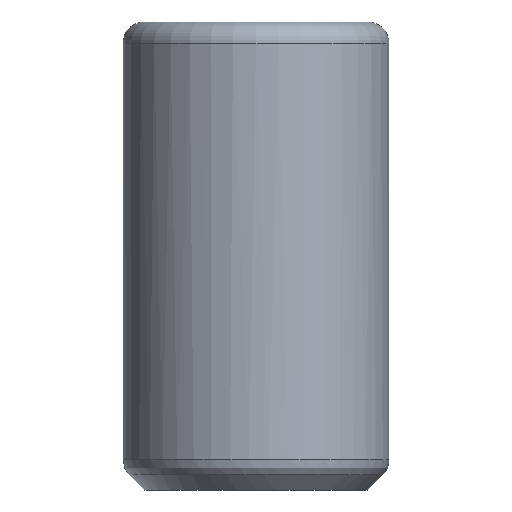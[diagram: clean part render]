
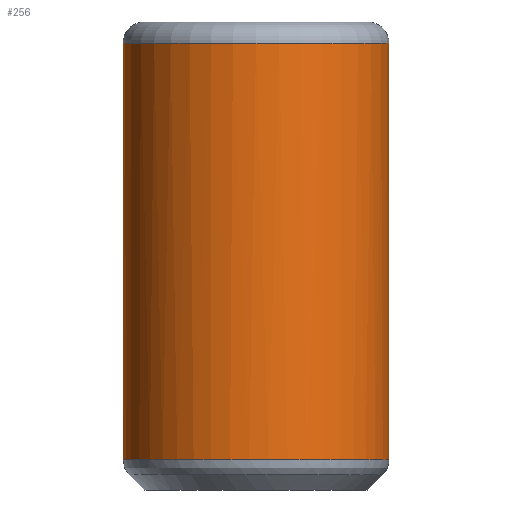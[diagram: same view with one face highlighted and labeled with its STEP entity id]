
A CAD part, front view. The second image highlights one B-rep face of the part: STEP entity #256.
In plain terms, the highlighted cylindrical face has radius 6.25 mm (diameter 12.5 mm), a full revolution.
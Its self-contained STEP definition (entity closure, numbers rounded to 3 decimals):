
#188 = TOROIDAL_SURFACE('',#189,5.25,1.);
#189 = AXIS2_PLACEMENT_3D('',#190,#191,#192);
#190 = CARTESIAN_POINT('',(0.,0.,21.));
#191 = DIRECTION('',(0.,0.,1.));
#192 = DIRECTION('',(1.,0.,-0.));
#207 = VERTEX_POINT('',#208);
#208 = CARTESIAN_POINT('',(6.25,0.,21.));
#228 = EDGE_CURVE('',#207,#207,#229,.T.);
#229 = SURFACE_CURVE('',#230,(#235,#242),.PCURVE_S1.);
#230 = CIRCLE('',#231,6.25);
#231 = AXIS2_PLACEMENT_3D('',#232,#233,#234);
#232 = CARTESIAN_POINT('',(0.,0.,21.));
#233 = DIRECTION('',(0.,0.,1.));
#234 = DIRECTION('',(1.,0.,-0.));
#235 = PCURVE('',#188,#236);
#236 = DEFINITIONAL_REPRESENTATION('',(#237),#241);
#237 = LINE('',#238,#239);
#238 = CARTESIAN_POINT('',(0.,0.));
#239 = VECTOR('',#240,1.);
#240 = DIRECTION('',(1.,0.));
#241 = ( GEOMETRIC_REPRESENTATION_CONTEXT(2) 
PARAMETRIC_REPRESENTATION_CONTEXT() REPRESENTATION_CONTEXT('2D SPACE',''
  ) );
#242 = PCURVE('',#243,#248);
#243 = CYLINDRICAL_SURFACE('',#244,6.25);
#244 = AXIS2_PLACEMENT_3D('',#245,#246,#247);
#245 = CARTESIAN_POINT('',(0.,0.,0.));
#246 = DIRECTION('',(-0.,-0.,-1.));
#247 = DIRECTION('',(1.,0.,0.));
#248 = DEFINITIONAL_REPRESENTATION('',(#249),#253);
#249 = LINE('',#250,#251);
#250 = CARTESIAN_POINT('',(-0.,-21.));
#251 = VECTOR('',#252,1.);
#252 = DIRECTION('',(-1.,0.));
#253 = ( GEOMETRIC_REPRESENTATION_CONTEXT(2) 
PARAMETRIC_REPRESENTATION_CONTEXT() REPRESENTATION_CONTEXT('2D SPACE',''
  ) );
#256 = ADVANCED_FACE('',(#257),#243,.T.);
#257 = FACE_BOUND('',#258,.F.);
#258 = EDGE_LOOP('',(#259,#282,#283,#284));
#259 = ORIENTED_EDGE('',*,*,#260,.T.);
#260 = EDGE_CURVE('',#261,#207,#263,.T.);
#261 = VERTEX_POINT('',#262);
#262 = CARTESIAN_POINT('',(6.25,0.,1.414));
#263 = SEAM_CURVE('',#264,(#268,#275),.PCURVE_S1.);
#264 = LINE('',#265,#266);
#265 = CARTESIAN_POINT('',(6.25,0.,0.));
#266 = VECTOR('',#267,1.);
#267 = DIRECTION('',(0.,0.,1.));
#268 = PCURVE('',#243,#269);
#269 = DEFINITIONAL_REPRESENTATION('',(#270),#274);
#270 = LINE('',#271,#272);
#271 = CARTESIAN_POINT('',(-0.,0.));
#272 = VECTOR('',#273,1.);
#273 = DIRECTION('',(-0.,-1.));
#274 = ( GEOMETRIC_REPRESENTATION_CONTEXT(2) 
PARAMETRIC_REPRESENTATION_CONTEXT() REPRESENTATION_CONTEXT('2D SPACE',''
  ) );
#275 = PCURVE('',#243,#276);
#276 = DEFINITIONAL_REPRESENTATION('',(#277),#281);
#277 = LINE('',#278,#279);
#278 = CARTESIAN_POINT('',(-6.283,0.));
#279 = VECTOR('',#280,1.);
#280 = DIRECTION('',(-0.,-1.));
#281 = ( GEOMETRIC_REPRESENTATION_CONTEXT(2) 
PARAMETRIC_REPRESENTATION_CONTEXT() REPRESENTATION_CONTEXT('2D SPACE',''
  ) );
#282 = ORIENTED_EDGE('',*,*,#228,.T.);
#283 = ORIENTED_EDGE('',*,*,#260,.F.);
#284 = ORIENTED_EDGE('',*,*,#285,.F.);
#285 = EDGE_CURVE('',#261,#261,#286,.T.);
#286 = SURFACE_CURVE('',#287,(#303,#327),.PCURVE_S1.);
#287 = ( BOUNDED_CURVE() B_SPLINE_CURVE(14,(#288,#289,#290,#291,#292,
    #293,#294,#295,#296,#297,#298,#299,#300,#301,#302),.UNSPECIFIED.,.T.
,.F.) B_SPLINE_CURVE_WITH_KNOTS((15,15),(0.,
39.27),.PIECEWISE_BEZIER_KNOTS.) CURVE() 
GEOMETRIC_REPRESENTATION_ITEM() RATIONAL_B_SPLINE_CURVE((1.,1.,1.,
    1.,1.,1.,1.,
    1.,1.,1.,1.,1.,1.,1.
,1.)) REPRESENTATION_ITEM('') );
#288 = CARTESIAN_POINT('',(6.25,0.,1.414));
#289 = CARTESIAN_POINT('',(6.25,2.764,1.414)
  );
#290 = CARTESIAN_POINT('',(4.933,5.588,1.414)
  );
#291 = CARTESIAN_POINT('',(2.208,7.734,1.414)
  );
#292 = CARTESIAN_POINT('',(-1.51,8.44,1.414
    ));
#293 = CARTESIAN_POINT('',(-5.362,7.043,1.414)
  );
#294 = CARTESIAN_POINT('',(-7.946,4.278,1.414)
  );
#295 = CARTESIAN_POINT('',(-9.58,0.,
    1.414));
#296 = CARTESIAN_POINT('',(-7.946,-4.278,1.414
    ));
#297 = CARTESIAN_POINT('',(-5.362,-7.043,1.414
    ));
#298 = CARTESIAN_POINT('',(-1.51,-8.44,
    1.414));
#299 = CARTESIAN_POINT('',(2.208,-7.734,1.414
    ));
#300 = CARTESIAN_POINT('',(4.933,-5.588,1.414)
  );
#301 = CARTESIAN_POINT('',(6.25,-2.764,1.414
    ));
#302 = CARTESIAN_POINT('',(6.25,0.,1.414));
#303 = PCURVE('',#243,#304);
#304 = DEFINITIONAL_REPRESENTATION('',(#305),#326);
#305 = B_SPLINE_CURVE_WITH_KNOTS('',10,(#306,#307,#308,#309,#310,#311,
    #312,#313,#314,#315,#316,#317,#318,#319,#320,#321,#322,#323,#324,
    #325),.UNSPECIFIED.,.F.,.F.,(11,9,11),(0.,
    19.635,39.27),.UNSPECIFIED.);
#306 = CARTESIAN_POINT('',(0.,-1.414));
#307 = CARTESIAN_POINT('',(-0.31,-1.414));
#308 = CARTESIAN_POINT('',(-0.624,-1.414));
#309 = CARTESIAN_POINT('',(-0.94,-1.414));
#310 = CARTESIAN_POINT('',(-1.256,-1.414));
#311 = CARTESIAN_POINT('',(-1.57,-1.414));
#312 = CARTESIAN_POINT('',(-1.885,-1.414));
#313 = CARTESIAN_POINT('',(-2.199,-1.414));
#314 = CARTESIAN_POINT('',(-2.513,-1.414));
#315 = CARTESIAN_POINT('',(-2.827,-1.414));
#316 = CARTESIAN_POINT('',(-3.456,-1.414));
#317 = CARTESIAN_POINT('',(-3.77,-1.414));
#318 = CARTESIAN_POINT('',(-4.084,-1.414));
#319 = CARTESIAN_POINT('',(-4.398,-1.414));
#320 = CARTESIAN_POINT('',(-4.713,-1.414));
#321 = CARTESIAN_POINT('',(-5.027,-1.414));
#322 = CARTESIAN_POINT('',(-5.343,-1.414));
#323 = CARTESIAN_POINT('',(-5.659,-1.414));
#324 = CARTESIAN_POINT('',(-5.974,-1.414));
#325 = CARTESIAN_POINT('',(-6.283,-1.414));
#326 = ( GEOMETRIC_REPRESENTATION_CONTEXT(2) 
PARAMETRIC_REPRESENTATION_CONTEXT() REPRESENTATION_CONTEXT('2D SPACE',''
  ) );
#327 = PCURVE('',#328,#374);
#328 = ( BOUNDED_SURFACE() B_SPLINE_SURFACE(2,14,(
    (#329,#330,#331,#332,#333,#334,#335,#336,#337,#338,#339,#340,#341
      ,#342,#343)
    ,(#344,#345,#346,#347,#348,#349,#350,#351,#352,#353,#354,#355,#356
      ,#357,#358)
    ,(#359,#360,#361,#362,#363,#364,#365,#366,#367,#368,#369,#370,#371
      ,#372,#373
)),.UNSPECIFIED.,.F.,.T.,.F.) B_SPLINE_SURFACE_WITH_KNOTS((3,3),(15,15),
  (0.,39.27),(0.,39.27),
.PIECEWISE_BEZIER_KNOTS.) GEOMETRIC_REPRESENTATION_ITEM() 
RATIONAL_B_SPLINE_SURFACE((
    (1.,1.,1.,1.,1.,1.
      ,1.,1.,1.,1.
      ,1.,1.,1.,1.,1.)
    ,(0.924,0.924,0.924,0.924
      ,0.924,0.924,0.924,0.924
      ,0.924,0.924,0.924,0.924
      ,0.924,0.924,0.924)
    ,(1.,1.,1.,1.,1.,1.
      ,1.,1.,1.,1.
,1.,1.,1.,1.,1.))) REPRESENTATION_ITEM('') SURFACE() );
#329 = CARTESIAN_POINT('',(6.25,0.,1.414));
#330 = CARTESIAN_POINT('',(6.25,2.764,1.414)
  );
#331 = CARTESIAN_POINT('',(4.933,5.588,1.414)
  );
#332 = CARTESIAN_POINT('',(2.208,7.734,1.414)
  );
#333 = CARTESIAN_POINT('',(-1.51,8.44,1.414
    ));
#334 = CARTESIAN_POINT('',(-5.362,7.043,1.414)
  );
#335 = CARTESIAN_POINT('',(-7.946,4.278,1.414)
  );
#336 = CARTESIAN_POINT('',(-9.58,0.,
    1.414));
#337 = CARTESIAN_POINT('',(-7.946,-4.278,1.414
    ));
#338 = CARTESIAN_POINT('',(-5.362,-7.043,1.414
    ));
#339 = CARTESIAN_POINT('',(-1.51,-8.44,
    1.414));
#340 = CARTESIAN_POINT('',(2.208,-7.734,1.414
    ));
#341 = CARTESIAN_POINT('',(4.933,-5.588,1.414)
  );
#342 = CARTESIAN_POINT('',(6.25,-2.764,1.414
    ));
#343 = CARTESIAN_POINT('',(6.25,0.,1.414));
#344 = CARTESIAN_POINT('',(6.25,0.,1.));
#345 = CARTESIAN_POINT('',(6.25,2.764,1.));
#346 = CARTESIAN_POINT('',(4.933,5.588,1.));
#347 = CARTESIAN_POINT('',(2.208,7.734,1.)
  );
#348 = CARTESIAN_POINT('',(-1.51,8.44,1.)
  );
#349 = CARTESIAN_POINT('',(-5.362,7.043,1.)
  );
#350 = CARTESIAN_POINT('',(-7.946,4.278,1.)
  );
#351 = CARTESIAN_POINT('',(-9.58,0.,
    1.));
#352 = CARTESIAN_POINT('',(-7.946,-4.278,1.)
  );
#353 = CARTESIAN_POINT('',(-5.362,-7.043,1.
    ));
#354 = CARTESIAN_POINT('',(-1.51,-8.44,
    1.));
#355 = CARTESIAN_POINT('',(2.208,-7.734,1.));
#356 = CARTESIAN_POINT('',(4.933,-5.588,1.));
#357 = CARTESIAN_POINT('',(6.25,-2.764,1.));
#358 = CARTESIAN_POINT('',(6.25,0.,1.));
#359 = CARTESIAN_POINT('',(5.957,0.,0.707));
#360 = CARTESIAN_POINT('',(5.957,2.635,0.707)
  );
#361 = CARTESIAN_POINT('',(4.702,5.326,0.707)
  );
#362 = CARTESIAN_POINT('',(2.104,7.371,0.707)
  );
#363 = CARTESIAN_POINT('',(-1.44,8.044,0.707
    ));
#364 = CARTESIAN_POINT('',(-5.111,6.713,0.707
    ));
#365 = CARTESIAN_POINT('',(-7.573,4.077,0.707
    ));
#366 = CARTESIAN_POINT('',(-9.131,0.,
    0.707));
#367 = CARTESIAN_POINT('',(-7.573,-4.077,
    0.707));
#368 = CARTESIAN_POINT('',(-5.111,-6.713,
    0.707));
#369 = CARTESIAN_POINT('',(-1.44,-8.044,0.707
    ));
#370 = CARTESIAN_POINT('',(2.104,-7.371,0.707
    ));
#371 = CARTESIAN_POINT('',(4.702,-5.326,0.707
    ));
#372 = CARTESIAN_POINT('',(5.957,-2.635,0.707
    ));
#373 = CARTESIAN_POINT('',(5.957,0.,
    0.707));
#374 = DEFINITIONAL_REPRESENTATION('',(#375),#379);
#375 = LINE('',#376,#377);
#376 = CARTESIAN_POINT('',(0.,0.));
#377 = VECTOR('',#378,1.);
#378 = DIRECTION('',(0.,1.));
#379 = ( GEOMETRIC_REPRESENTATION_CONTEXT(2) 
PARAMETRIC_REPRESENTATION_CONTEXT() REPRESENTATION_CONTEXT('2D SPACE',''
  ) );
